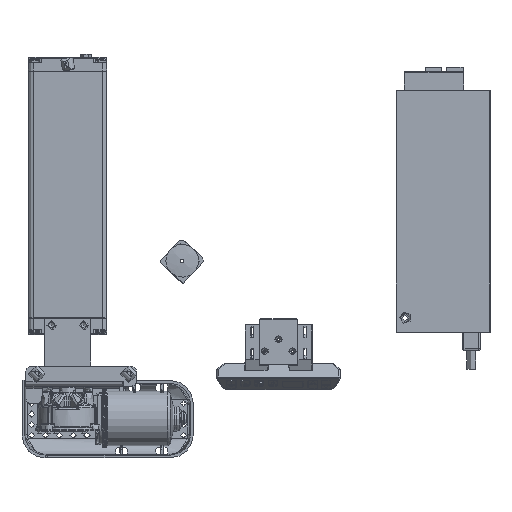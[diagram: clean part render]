
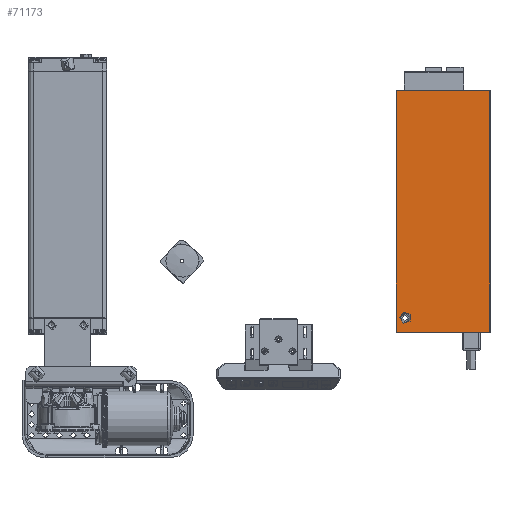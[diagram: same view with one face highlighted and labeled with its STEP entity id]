
A CAD part, top view. The second image highlights one B-rep face of the part: STEP entity #71173.
In plain terms, the highlighted planar face has unit normal (0, 0, 1).
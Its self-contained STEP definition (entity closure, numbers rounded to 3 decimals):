
#4730=FACE_BOUND('',#18153,.T.);
#8392=CIRCLE('',#78931,6.35);
#13733=FACE_OUTER_BOUND('',#18152,.T.);
#18152=EDGE_LOOP('',(#62816,#62817,#62818,#62819));
#18153=EDGE_LOOP('',(#62820));
#22246=LINE('',#240064,#26367);
#22261=LINE('',#240093,#26382);
#22263=LINE('',#240096,#26384);
#22265=LINE('',#240099,#26386);
#26367=VECTOR('',#97172,10.);
#26382=VECTOR('',#97199,10.);
#26384=VECTOR('',#97203,10.);
#26386=VECTOR('',#97207,10.);
#32551=VERTEX_POINT('',#239772);
#32633=VERTEX_POINT('',#240038);
#32638=VERTEX_POINT('',#240054);
#32643=VERTEX_POINT('',#240073);
#32646=VERTEX_POINT('',#240083);
#42558=EDGE_CURVE('',#32551,#32551,#8392,.T.);
#42701=EDGE_CURVE('',#32633,#32638,#22246,.T.);
#42716=EDGE_CURVE('',#32638,#32646,#22261,.T.);
#42718=EDGE_CURVE('',#32646,#32643,#22263,.T.);
#42720=EDGE_CURVE('',#32643,#32633,#22265,.T.);
#62816=ORIENTED_EDGE('',*,*,#42701,.F.);
#62817=ORIENTED_EDGE('',*,*,#42720,.F.);
#62818=ORIENTED_EDGE('',*,*,#42718,.F.);
#62819=ORIENTED_EDGE('',*,*,#42716,.F.);
#62820=ORIENTED_EDGE('',*,*,#42558,.T.);
#64183=PLANE('',#79053);
#71173=ADVANCED_FACE('',(#13733,#4730),#64183,.T.);
#78931=AXIS2_PLACEMENT_3D('',#239774,#96865,#96866);
#79053=AXIS2_PLACEMENT_3D('',#240126,#97233,#97234);
#96865=DIRECTION('center_axis',(0.,0.,-1.));
#96866=DIRECTION('ref_axis',(0.,1.,0.));
#97172=DIRECTION('',(0.,-1.,0.));
#97199=DIRECTION('',(-1.,0.,0.));
#97203=DIRECTION('',(0.,1.,0.));
#97207=DIRECTION('',(1.,0.,0.));
#97233=DIRECTION('center_axis',(0.,0.,1.));
#97234=DIRECTION('ref_axis',(1.,0.,0.));
#239772=CARTESIAN_POINT('',(115.5,-47.35,18.5));
#239774=CARTESIAN_POINT('Origin',(115.5,-41.,18.5));
#240038=CARTESIAN_POINT('',(131.25,50.75,18.5));
#240054=CARTESIAN_POINT('',(131.25,-50.75,18.5));
#240064=CARTESIAN_POINT('',(131.25,25.5,18.5));
#240073=CARTESIAN_POINT('',(-131.25,50.75,18.5));
#240083=CARTESIAN_POINT('',(-131.25,-50.75,18.5));
#240093=CARTESIAN_POINT('',(65.75,-50.75,18.5));
#240096=CARTESIAN_POINT('',(-131.25,-25.5,18.5));
#240099=CARTESIAN_POINT('',(-65.75,50.75,18.5));
#240126=CARTESIAN_POINT('Origin',(0.,0.,
18.5));
